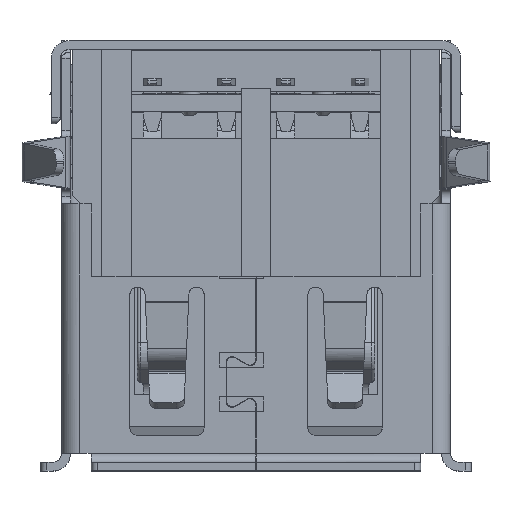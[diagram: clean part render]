
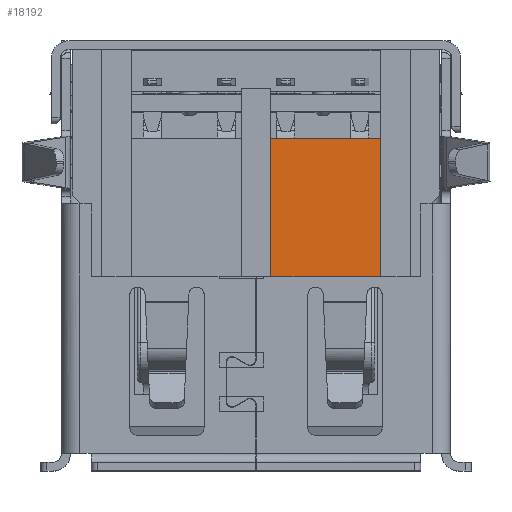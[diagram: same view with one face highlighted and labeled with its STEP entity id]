
A CAD part, top view. The second image highlights one B-rep face of the part: STEP entity #18192.
In plain terms, the highlighted planar face has unit normal (0, 0, 1).
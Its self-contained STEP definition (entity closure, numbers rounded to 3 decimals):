
#237 = CARTESIAN_POINT ( 'NONE',  ( 0.5, -0.4, 3.56 ) ) ;
#1447 = EDGE_CURVE ( 'NONE', #39222, #11090, #3249, .T. ) ;
#2072 = VERTEX_POINT ( 'NONE', #4103 ) ;
#2109 = CARTESIAN_POINT ( 'NONE',  ( 0.5, -5.05, 3.56 ) ) ;
#2509 = ORIENTED_EDGE ( 'NONE', *, *, #1447, .F. ) ;
#3205 = EDGE_CURVE ( 'NONE', #2072, #11090, #27261, .T. ) ;
#3249 = LINE ( 'NONE', #35030, #8265 ) ;
#3692 = VECTOR ( 'NONE', #41751, 1000. ) ;
#4103 = CARTESIAN_POINT ( 'NONE',  ( 0.5, -5.05, 3.56 ) ) ;
#5687 = DIRECTION ( 'NONE',  ( 1., 0., 0. ) ) ;
#7648 = DIRECTION ( 'NONE',  ( 0., -1., 0. ) ) ;
#8265 = VECTOR ( 'NONE', #21974, 1000. ) ;
#8993 = DIRECTION ( 'NONE',  ( 0., 0., 1. ) ) ;
#11090 = VERTEX_POINT ( 'NONE', #32039 ) ;
#12557 = CARTESIAN_POINT ( 'NONE',  ( 4.2, -0.4, 3.56 ) ) ;
#12729 = EDGE_LOOP ( 'NONE', ( #16405, #41159, #2509, #42893 ) ) ;
#16405 = ORIENTED_EDGE ( 'NONE', *, *, #22127, .T. ) ;
#16811 = CARTESIAN_POINT ( 'NONE',  ( 2.35, -5.05, 3.56 ) ) ;
#18192 = ADVANCED_FACE ( 'NONE', ( #19044 ), #45026, .T. ) ;
#18329 = CARTESIAN_POINT ( 'NONE',  ( 0.5, -2.725, 3.56 ) ) ;
#19044 = FACE_OUTER_BOUND ( 'NONE', #12729, .T. ) ;
#21974 = DIRECTION ( 'NONE',  ( 0., -1., 0. ) ) ;
#22127 = EDGE_CURVE ( 'NONE', #32224, #2072, #42850, .T. ) ;
#22219 = LINE ( 'NONE', #24099, #3692 ) ;
#24099 = CARTESIAN_POINT ( 'NONE',  ( 2.35, -0.4, 3.56 ) ) ;
#24974 = VECTOR ( 'NONE', #35097, 1000. ) ;
#27261 = LINE ( 'NONE', #16811, #24974 ) ;
#32039 = CARTESIAN_POINT ( 'NONE',  ( 4.2, -5.05, 3.56 ) ) ;
#32224 = VERTEX_POINT ( 'NONE', #237 ) ;
#35030 = CARTESIAN_POINT ( 'NONE',  ( 4.2, -1.225, 3.56 ) ) ;
#35097 = DIRECTION ( 'NONE',  ( 1., 0., 0. ) ) ;
#36584 = EDGE_CURVE ( 'NONE', #39222, #32224, #22219, .T. ) ;
#36667 = AXIS2_PLACEMENT_3D ( 'NONE', #2109, #8993, #5687 ) ;
#39222 = VERTEX_POINT ( 'NONE', #12557 ) ;
#41159 = ORIENTED_EDGE ( 'NONE', *, *, #3205, .T. ) ;
#41751 = DIRECTION ( 'NONE',  ( -1., 0., 0. ) ) ;
#42850 = LINE ( 'NONE', #18329, #43991 ) ;
#42893 = ORIENTED_EDGE ( 'NONE', *, *, #36584, .T. ) ;
#43991 = VECTOR ( 'NONE', #7648, 1000. ) ;
#45026 = PLANE ( 'NONE',  #36667 ) ;
